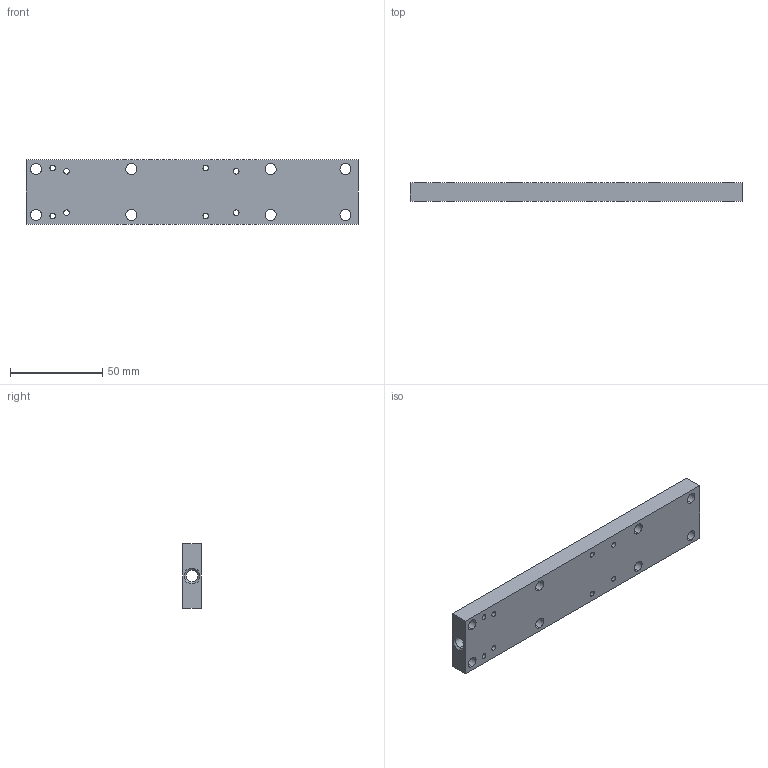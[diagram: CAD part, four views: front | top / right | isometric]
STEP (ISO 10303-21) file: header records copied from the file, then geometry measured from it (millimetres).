
FILE_DESCRIPTION (( 'STEP AP214' ), '1' );
FILE_NAME ('Avionics_Bay_Sled.STEP', '2024-08-31T01:08:52', ( '' ), ( '' ), 'SwSTEP 2.0', 'SolidWorks 2023', '' );
FILE_SCHEMA (( 'AUTOMOTIVE_DESIGN' ));
Length unit declared in the file: millimetre
Products named in the file (1): Avionics_Bay_Sled
Bounding box: 180 x 10 x 35 mm (x, y, z)
Volume: 54177.1 mm3; surface area: 22184.4 mm2
Topology: 1 solids, 1 shells, 44 faces, 122 edges, 80 vertices
Faces by surface type: cylinder 34, plane 6, cone 4
Entity records: 1537 total; most frequent: DIRECTION 284, CARTESIAN_POINT 247, ORIENTED_EDGE 244, EDGE_CURVE 122, AXIS2_PLACEMENT_3D 117, VERTEX_POINT 80, EDGE_LOOP 78, CIRCLE 72
